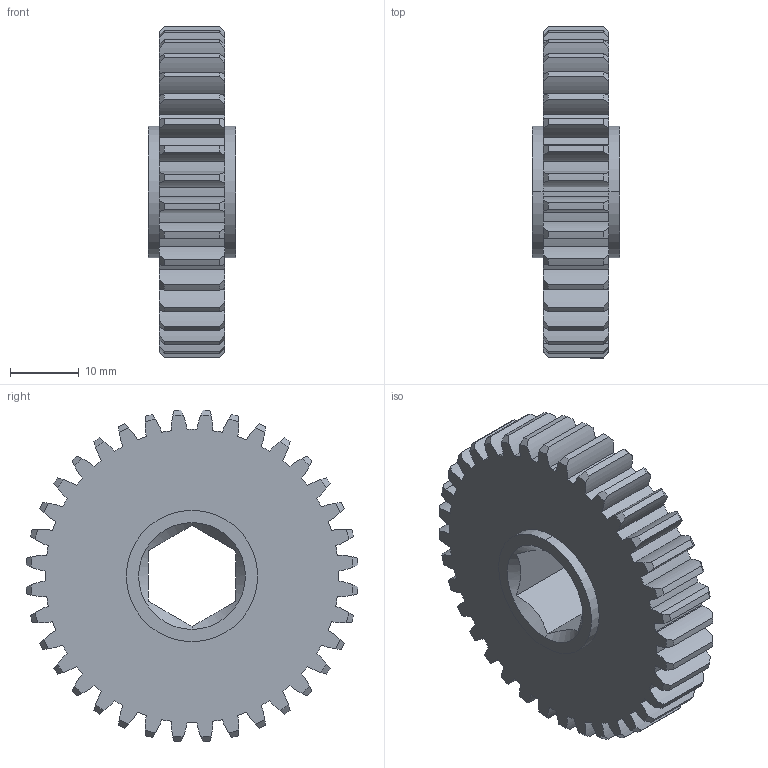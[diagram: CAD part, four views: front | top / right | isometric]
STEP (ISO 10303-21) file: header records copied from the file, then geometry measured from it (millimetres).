
FILE_DESCRIPTION (( 'STEP AP203' ), '1' );
FILE_NAME ('am-4709 36T 20DP 500hex 375 FW.STEP', '2022-05-23T16:45:06', ( '' ), ( '' ), 'SwSTEP 2.0', 'SolidWorks 2021', '' );
FILE_SCHEMA (( 'CONFIG_CONTROL_DESIGN' ));
Length unit declared in the file: inch
Products named in the file (1): am-4709 36T 20DP 500hex 375 FW
Bounding box: 12.7 x 48.15 x 48.15 mm (x, y, z)
Volume: 14372.9 mm3; surface area: 6410.2 mm2
Topology: 1 solids, 1 shells, 239 faces, 701 edges, 466 vertices
Faces by surface type: cylinder 153, cone 76, plane 10
Entity records: 8488 total; most frequent: CARTESIAN_POINT 1979, DIRECTION 1407, ORIENTED_EDGE 1402, EDGE_CURVE 701, AXIS2_PLACEMENT_3D 622, VERTEX_POINT 466, CIRCLE 382, EDGE_LOOP 243
